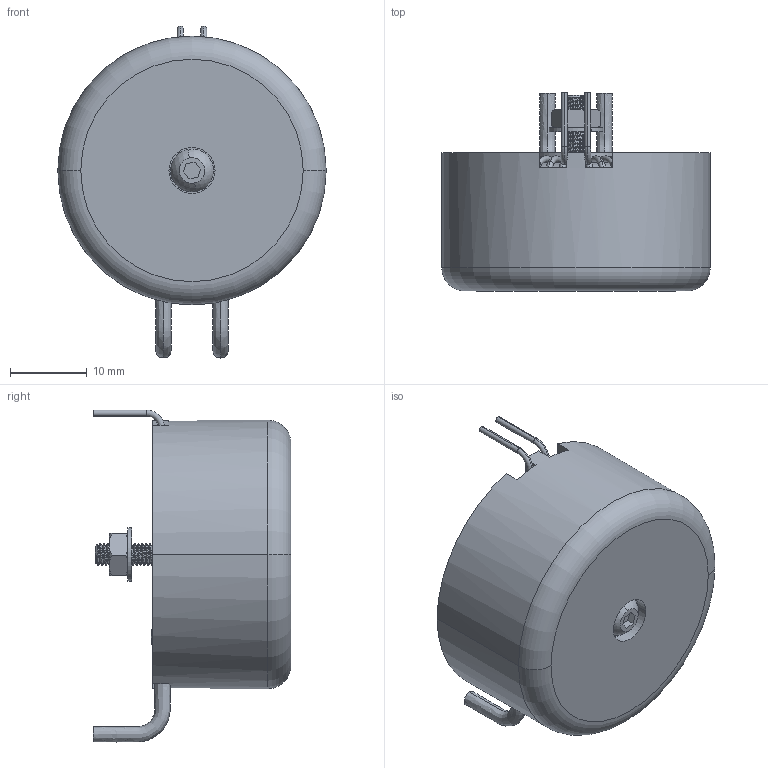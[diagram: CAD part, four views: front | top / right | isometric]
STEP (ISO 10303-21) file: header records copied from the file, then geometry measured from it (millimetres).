
FILE_DESCRIPTION (( 'STEP AP214' ), '1' );
FILE_NAME ('如戾痂蝈朦 蝾赅.STEP', '2024-03-26T13:47:38', ( '' ), ( '' ), 'SwSTEP 2.0', 'SolidWorks 2024', '' );
FILE_SCHEMA (( 'AUTOMOTIVE_DESIGN' ));
Length unit declared in the file: millimetre
Products named in the file (10): Винт M3х6; Феррит 25х15х10,5; Вывод вторички; Измеритель тока; Виток вторички; Шайба М3_По умолчанию; гайка М3_По умолчанию; Вывод первички; Виток первичкиSLDPRT; Корытце
Assembly tree (44 placements, depth 2):
  Измеритель тока
    Феррит 25х15х10,5
    Виток вторички  x34
    Вывод вторички  x2
    Виток первичкиSLDPRT
    Вывод первички  x2
    Винт M3х6
    гайка М3_По умолчанию
    Шайба М3_По умолчанию
    Корытце
Bounding box: 35 x 25.79 x 43.29 mm (x, y, z)
Volume: 10494.3 mm3; surface area: 11976.9 mm2
Topology: 44 solids, 44 shells, 856 faces, 1854 edges, 1010 vertices
Faces by surface type: torus 438, cylinder 338, plane 49, cone 18, bspline 11, sphere 2
Entity records: 14198 total; most frequent: CARTESIAN_POINT 8200, ORIENTED_EDGE 1252, DIRECTION 1159, EDGE_CURVE 626, AXIS2_PLACEMENT_3D 474, VERTEX_POINT 396, EDGE_LOOP 256, FACE_OUTER_BOUND 246
